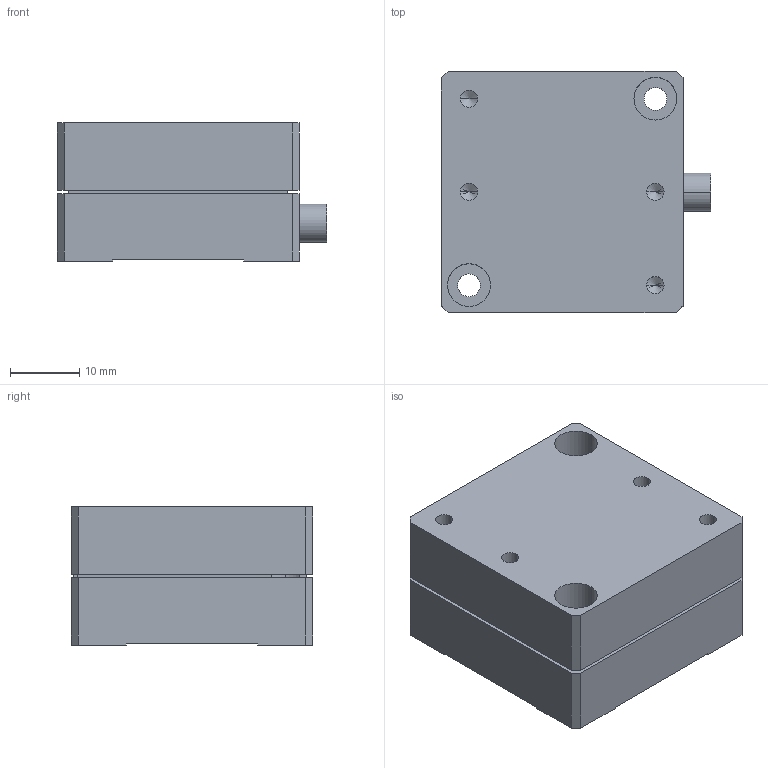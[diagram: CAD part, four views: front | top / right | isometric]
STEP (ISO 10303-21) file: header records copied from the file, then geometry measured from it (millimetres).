
FILE_DESCRIPTION (( 'STEP AP203' ), '1' );
FILE_NAME ('XP-611.X100-3D耀倰芞2022.03.30.STEP', '2022-03-30T08:53:35', ( 'Micorosoft' ), ( 'Micorosoft' ), 'SwSTEP 2.0', 'SolidWorks 2016', '' );
FILE_SCHEMA (( 'CONFIG_CONTROL_DESIGN' ));
Length unit declared in the file: millimetre
Products named in the file (1): XP-611.X100-3D耀倰芞2022.03.30
Bounding box: 39 x 35 x 20 mm (x, y, z)
Volume: 22850.7 mm3; surface area: 6695.3 mm2
Topology: 2 solids, 2 shells, 89 faces, 238 edges, 147 vertices
Faces by surface type: plane 47, cylinder 28, cone 14
Entity records: 2761 total; most frequent: DIRECTION 468, CARTESIAN_POINT 461, ORIENTED_EDGE 448, EDGE_CURVE 224, LINE 160, VECTOR 160, AXIS2_PLACEMENT_3D 154, VERTEX_POINT 147
